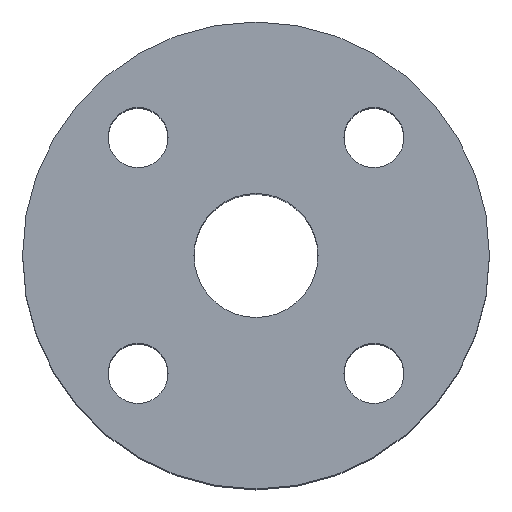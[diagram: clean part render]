
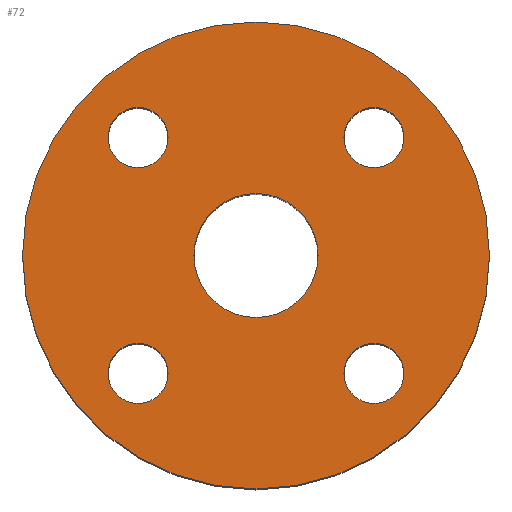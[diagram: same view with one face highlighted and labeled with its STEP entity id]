
A CAD part, top view. The second image highlights one B-rep face of the part: STEP entity #72.
In plain terms, the highlighted planar face has unit normal (0, 0, 1).
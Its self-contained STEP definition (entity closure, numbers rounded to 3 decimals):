
#72 = ADVANCED_FACE ( 'NONE', ( #23005, #2461, #28074, #28225, #25331, #13825 ), #21310, .F. ) ;
#280 = DIRECTION ( 'NONE',  ( 1., 0., 0. ) ) ;
#461 = CARTESIAN_POINT ( 'NONE',  ( -35.355, -35.355, 0. ) ) ;
#493 = DIRECTION ( 'NONE',  ( 0., 0., 1. ) ) ;
#537 = CARTESIAN_POINT ( 'NONE',  ( 35.355, 35.355, 0. ) ) ;
#779 = CARTESIAN_POINT ( 'NONE',  ( 0., 0., 0. ) ) ;
#902 = ORIENTED_EDGE ( 'NONE', *, *, #22149, .F. ) ;
#1183 = ORIENTED_EDGE ( 'NONE', *, *, #6838, .F. ) ;
#1864 = CARTESIAN_POINT ( 'NONE',  ( -44.355, 35.355, 0. ) ) ;
#2227 = EDGE_LOOP ( 'NONE', ( #18751, #20369 ) ) ;
#2461 = FACE_BOUND ( 'NONE', #2227, .T. ) ;
#2993 = AXIS2_PLACEMENT_3D ( 'NONE', #779, #10139, #19479 ) ;
#3085 = CIRCLE ( 'NONE', #17774, 9. ) ;
#3763 = ORIENTED_EDGE ( 'NONE', *, *, #5306, .F. ) ;
#3893 = CIRCLE ( 'NONE', #20509, 9. ) ;
#4537 = EDGE_CURVE ( 'NONE', #19263, #8304, #11174, .T. ) ;
#4772 = DIRECTION ( 'NONE',  ( 1., 0., 0. ) ) ;
#5033 = DIRECTION ( 'NONE',  ( 0., 0., 1. ) ) ;
#5179 = VERTEX_POINT ( 'NONE', #11504 ) ;
#5229 = EDGE_CURVE ( 'NONE', #20559, #5179, #23412, .T. ) ;
#5306 = EDGE_CURVE ( 'NONE', #14931, #18127, #18052, .T. ) ;
#5401 = CARTESIAN_POINT ( 'NONE',  ( 35.355, -35.355, 0. ) ) ;
#5709 = DIRECTION ( 'NONE',  ( 0., 0., 1. ) ) ;
#6814 = CIRCLE ( 'NONE', #29337, 9. ) ;
#6838 = EDGE_CURVE ( 'NONE', #24580, #23224, #15737, .T. ) ;
#7796 = ORIENTED_EDGE ( 'NONE', *, *, #4537, .F. ) ;
#7894 = EDGE_LOOP ( 'NONE', ( #14678, #19940 ) ) ;
#8001 = AXIS2_PLACEMENT_3D ( 'NONE', #21015, #25935, #4772 ) ;
#8246 = DIRECTION ( 'NONE',  ( 1., 0., 0. ) ) ;
#8304 = VERTEX_POINT ( 'NONE', #1864 ) ;
#8728 = AXIS2_PLACEMENT_3D ( 'NONE', #9292, #25544, #11281 ) ;
#8859 = CARTESIAN_POINT ( 'NONE',  ( 18.6, 0., 0. ) ) ;
#9215 = EDGE_CURVE ( 'NONE', #29712, #14476, #11677, .T. ) ;
#9292 = CARTESIAN_POINT ( 'NONE',  ( -35.355, 35.355, 0. ) ) ;
#9576 = CIRCLE ( 'NONE', #28678, 9. ) ;
#9865 = CARTESIAN_POINT ( 'NONE',  ( 26.355, -35.355, 0. ) ) ;
#10139 = DIRECTION ( 'NONE',  ( 0., 0., 1. ) ) ;
#10179 = CARTESIAN_POINT ( 'NONE',  ( 0., 0., 0. ) ) ;
#10347 = EDGE_CURVE ( 'NONE', #14476, #29712, #20676, .T. ) ;
#10440 = VERTEX_POINT ( 'NONE', #19592 ) ;
#10527 = CARTESIAN_POINT ( 'NONE',  ( -44.355, -35.355, 0. ) ) ;
#10791 = DIRECTION ( 'NONE',  ( 0., 0., 1. ) ) ;
#10955 = EDGE_CURVE ( 'NONE', #5179, #20559, #3085, .T. ) ;
#10967 = CARTESIAN_POINT ( 'NONE',  ( -35.355, -35.355, 0. ) ) ;
#11160 = ORIENTED_EDGE ( 'NONE', *, *, #28751, .F. ) ;
#11174 = CIRCLE ( 'NONE', #8728, 9. ) ;
#11281 = DIRECTION ( 'NONE',  ( 0., 1., 0. ) ) ;
#11390 = AXIS2_PLACEMENT_3D ( 'NONE', #10179, #24569, #17230 ) ;
#11504 = CARTESIAN_POINT ( 'NONE',  ( -26.355, -35.355, 0. ) ) ;
#11677 = CIRCLE ( 'NONE', #15600, 70. ) ;
#11929 = CARTESIAN_POINT ( 'NONE',  ( 0., 0., 0. ) ) ;
#11971 = CARTESIAN_POINT ( 'NONE',  ( 0., 18.6, 0. ) ) ;
#12398 = EDGE_CURVE ( 'NONE', #23224, #24580, #28071, .T. ) ;
#12899 = ORIENTED_EDGE ( 'NONE', *, *, #30021, .F. ) ;
#13286 = CARTESIAN_POINT ( 'NONE',  ( 35.355, 35.355, 0. ) ) ;
#13759 = EDGE_LOOP ( 'NONE', ( #27369, #3763 ) ) ;
#13825 = FACE_OUTER_BOUND ( 'NONE', #7894, .T. ) ;
#14208 = CIRCLE ( 'NONE', #26453, 9. ) ;
#14409 = DIRECTION ( 'NONE',  ( 0., 0., 1. ) ) ;
#14476 = VERTEX_POINT ( 'NONE', #29731 ) ;
#14678 = ORIENTED_EDGE ( 'NONE', *, *, #10347, .T. ) ;
#14931 = VERTEX_POINT ( 'NONE', #24902 ) ;
#14967 = EDGE_LOOP ( 'NONE', ( #7796, #12899 ) ) ;
#15600 = AXIS2_PLACEMENT_3D ( 'NONE', #11929, #5033, #280 ) ;
#15693 = CARTESIAN_POINT ( 'NONE',  ( -35.355, 35.355, 0. ) ) ;
#15737 = CIRCLE ( 'NONE', #2993, 18.6 ) ;
#16716 = EDGE_CURVE ( 'NONE', #18127, #14931, #14208, .T. ) ;
#17096 = DIRECTION ( 'NONE',  ( 1., 0., 0. ) ) ;
#17230 = DIRECTION ( 'NONE',  ( 1., 0., 0. ) ) ;
#17774 = AXIS2_PLACEMENT_3D ( 'NONE', #10967, #24466, #19858 ) ;
#18052 = CIRCLE ( 'NONE', #19030, 9. ) ;
#18127 = VERTEX_POINT ( 'NONE', #22842 ) ;
#18427 = ORIENTED_EDGE ( 'NONE', *, *, #12398, .F. ) ;
#18751 = ORIENTED_EDGE ( 'NONE', *, *, #10955, .F. ) ;
#18868 = DIRECTION ( 'NONE',  ( -1., 0., 0. ) ) ;
#19014 = EDGE_LOOP ( 'NONE', ( #18427, #1183 ) ) ;
#19030 = AXIS2_PLACEMENT_3D ( 'NONE', #13286, #29245, #8246 ) ;
#19041 = DIRECTION ( 'NONE',  ( 0., -1., 0. ) ) ;
#19263 = VERTEX_POINT ( 'NONE', #23115 ) ;
#19479 = DIRECTION ( 'NONE',  ( 1., 0., 0. ) ) ;
#19592 = CARTESIAN_POINT ( 'NONE',  ( 44.355, -35.355, 0. ) ) ;
#19805 = DIRECTION ( 'NONE',  ( 0., -1., 0. ) ) ;
#19858 = DIRECTION ( 'NONE',  ( -1., 0., 0. ) ) ;
#19940 = ORIENTED_EDGE ( 'NONE', *, *, #9215, .T. ) ;
#20126 = DIRECTION ( 'NONE',  ( 0., 1., 0. ) ) ;
#20369 = ORIENTED_EDGE ( 'NONE', *, *, #5229, .F. ) ;
#20509 = AXIS2_PLACEMENT_3D ( 'NONE', #15693, #10791, #20126 ) ;
#20559 = VERTEX_POINT ( 'NONE', #10527 ) ;
#20676 = CIRCLE ( 'NONE', #11390, 70. ) ;
#21015 = CARTESIAN_POINT ( 'NONE',  ( 0., 0., 0. ) ) ;
#21310 = PLANE ( 'NONE',  #25093 ) ;
#21471 = AXIS2_PLACEMENT_3D ( 'NONE', #461, #14409, #23753 ) ;
#21999 = CARTESIAN_POINT ( 'NONE',  ( -70., 0., 0. ) ) ;
#22149 = EDGE_CURVE ( 'NONE', #28805, #10440, #9576, .T. ) ;
#22842 = CARTESIAN_POINT ( 'NONE',  ( 44.355, 35.355, 0. ) ) ;
#23005 = FACE_BOUND ( 'NONE', #24421, .T. ) ;
#23115 = CARTESIAN_POINT ( 'NONE',  ( -26.355, 35.355, 0. ) ) ;
#23224 = VERTEX_POINT ( 'NONE', #8859 ) ;
#23412 = CIRCLE ( 'NONE', #21471, 9. ) ;
#23753 = DIRECTION ( 'NONE',  ( -1., 0., 0. ) ) ;
#24265 = CARTESIAN_POINT ( 'NONE',  ( 35.355, -35.355, 0. ) ) ;
#24421 = EDGE_LOOP ( 'NONE', ( #11160, #902 ) ) ;
#24466 = DIRECTION ( 'NONE',  ( 0., 0., 1. ) ) ;
#24569 = DIRECTION ( 'NONE',  ( 0., 0., 1. ) ) ;
#24580 = VERTEX_POINT ( 'NONE', #27788 ) ;
#24902 = CARTESIAN_POINT ( 'NONE',  ( 26.355, 35.355, 0. ) ) ;
#25093 = AXIS2_PLACEMENT_3D ( 'NONE', #11971, #30084, #18868 ) ;
#25331 = FACE_BOUND ( 'NONE', #19014, .T. ) ;
#25544 = DIRECTION ( 'NONE',  ( 0., 0., 1. ) ) ;
#25835 = DIRECTION ( 'NONE',  ( 0., 0., 1. ) ) ;
#25935 = DIRECTION ( 'NONE',  ( 0., 0., 1. ) ) ;
#26453 = AXIS2_PLACEMENT_3D ( 'NONE', #537, #25835, #17096 ) ;
#27369 = ORIENTED_EDGE ( 'NONE', *, *, #16716, .F. ) ;
#27788 = CARTESIAN_POINT ( 'NONE',  ( -18.6, 0., 0. ) ) ;
#28071 = CIRCLE ( 'NONE', #8001, 18.6 ) ;
#28074 = FACE_BOUND ( 'NONE', #14967, .T. ) ;
#28225 = FACE_BOUND ( 'NONE', #13759, .T. ) ;
#28678 = AXIS2_PLACEMENT_3D ( 'NONE', #5401, #493, #19041 ) ;
#28751 = EDGE_CURVE ( 'NONE', #10440, #28805, #6814, .T. ) ;
#28805 = VERTEX_POINT ( 'NONE', #9865 ) ;
#29245 = DIRECTION ( 'NONE',  ( 0., 0., 1. ) ) ;
#29337 = AXIS2_PLACEMENT_3D ( 'NONE', #24265, #5709, #19805 ) ;
#29712 = VERTEX_POINT ( 'NONE', #21999 ) ;
#29731 = CARTESIAN_POINT ( 'NONE',  ( 70., 0., 0. ) ) ;
#30021 = EDGE_CURVE ( 'NONE', #8304, #19263, #3893, .T. ) ;
#30084 = DIRECTION ( 'NONE',  ( 0., 0., -1. ) ) ;
